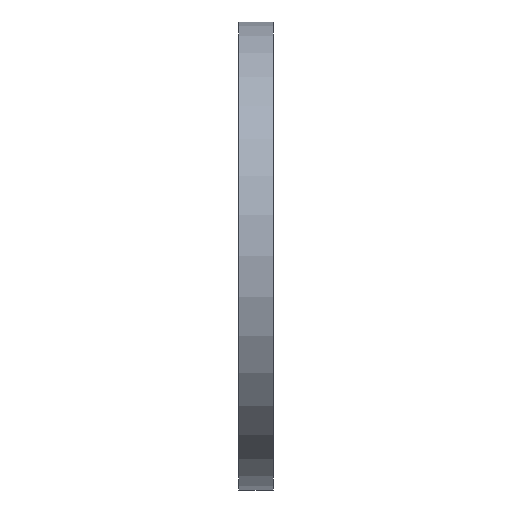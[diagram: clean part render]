
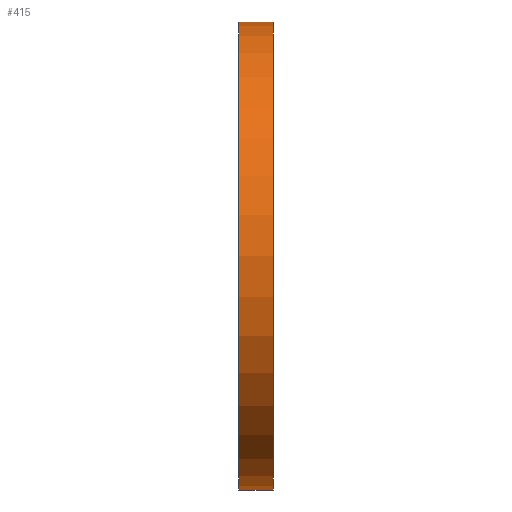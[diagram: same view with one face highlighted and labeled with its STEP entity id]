
A CAD part, front view. The second image highlights one B-rep face of the part: STEP entity #415.
In plain terms, the highlighted cylindrical face has radius 231.5 mm (diameter 463 mm), a partial arc.
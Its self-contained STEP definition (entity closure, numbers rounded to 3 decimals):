
#217 = EDGE_CURVE( '', #251, #245, #577, .T. );
#245 = VERTEX_POINT( '', #605 );
#251 = VERTEX_POINT( '', #611 );
#325 = VERTEX_POINT( '', #722 );
#415 = ADVANCED_FACE( '', ( #820 ), #821, .T. );
#481 = EDGE_CURVE( '', #245, #487, #891, .T. );
#483 = EDGE_CURVE( '', #487, #325, #893, .T. );
#487 = VERTEX_POINT( '', #897 );
#509 = EDGE_CURVE( '', #325, #251, #920, .T. );
#577 = LINE( '', #991, #992 );
#605 = CARTESIAN_POINT( '', ( 34., 0., -231.5 ) );
#611 = CARTESIAN_POINT( '', ( 0., 0., -231.5 ) );
#722 = CARTESIAN_POINT( '', ( 0., 0., 231.5 ) );
#820 = FACE_OUTER_BOUND( '', #1297, .T. );
#821 = CYLINDRICAL_SURFACE( '', #1298, 231.5 );
#891 = CIRCLE( '', #1389, 231.5 );
#893 = LINE( '', #1392, #1393 );
#897 = CARTESIAN_POINT( '', ( 34., 0., 231.5 ) );
#920 = CIRCLE( '', #1424, 231.5 );
#991 = CARTESIAN_POINT( '', ( 0., 0., -231.5 ) );
#992 = VECTOR( '', #1499, 1. );
#1297 = EDGE_LOOP( '', ( #1817, #1818, #1819, #1820 ) );
#1298 = AXIS2_PLACEMENT_3D( '', #1821, #1822, #1823 );
#1389 = AXIS2_PLACEMENT_3D( '', #1886, #1887, #1888 );
#1392 = CARTESIAN_POINT( '', ( 0., 0., 231.5 ) );
#1393 = VECTOR( '', #1889, 1. );
#1424 = AXIS2_PLACEMENT_3D( '', #1906, #1907, #1908 );
#1499 = DIRECTION( '', ( 1., 0., 0. ) );
#1817 = ORIENTED_EDGE( '', *, *, #217, .T. );
#1818 = ORIENTED_EDGE( '', *, *, #481, .T. );
#1819 = ORIENTED_EDGE( '', *, *, #483, .T. );
#1820 = ORIENTED_EDGE( '', *, *, #509, .T. );
#1821 = CARTESIAN_POINT( '', ( 0., 0., 0. ) );
#1822 = DIRECTION( '', ( -1., 0., 0. ) );
#1823 = DIRECTION( '', ( 0., 0., -1. ) );
#1886 = CARTESIAN_POINT( '', ( 34., 0., 0. ) );
#1887 = DIRECTION( '', ( -1., 0., 0. ) );
#1888 = DIRECTION( '', ( 0., 0., -1. ) );
#1889 = DIRECTION( '', ( -1., 0., 0. ) );
#1906 = CARTESIAN_POINT( '', ( 0., 0., 0. ) );
#1907 = DIRECTION( '', ( 1., 0., 0. ) );
#1908 = DIRECTION( '', ( 0., 0., -1. ) );
